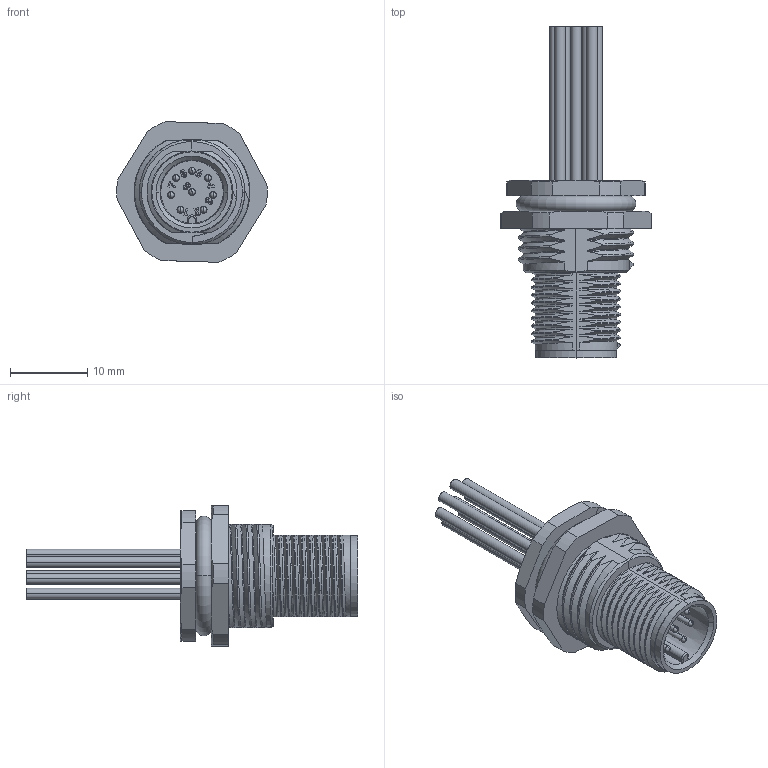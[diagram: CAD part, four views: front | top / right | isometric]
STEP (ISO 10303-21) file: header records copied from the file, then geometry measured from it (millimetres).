
FILE_DESCRIPTION((''),'2;1');
FILE_NAME('002_SW0001','2017-07-21T',('hq.zhang'),(''),'PRO/ENGINEER BY PARAMETRIC TECHNOLOGY CORPORATION, 2012480','PRO/ENGINEER BY PARAMETRIC TECHNOLOGY CORPORATION, 2012480','');
FILE_SCHEMA(('AUTOMOTIVE_DESIGN { 1 0 10303 214 1 1 1 1 }'));
Length unit declared in the file: millimetre
Products named in the file (1): 002_SW0001
Bounding box: 19.5 x 43 x 18.23 mm (x, y, z)
Volume: 3173.6 mm3; surface area: 3238.7 mm2
Topology: 1 solids, 5 shells, 496 faces, 1342 edges, 862 vertices
Faces by surface type: extrusion 111, plane 105, bspline 104, cylinder 96, cone 49, sphere 16, torus 15
Entity records: 26163 total; most frequent: CARTESIAN_POINT 14840, ORIENTED_EDGE 2652, DIRECTION 1657, EDGE_CURVE 1326, VERTEX_POINT 862, B_SPLINE_CURVE_WITH_KNOTS 674, VECTOR 653, LINE 542
